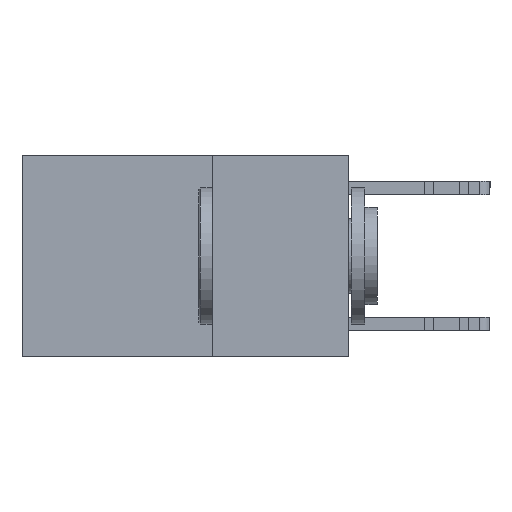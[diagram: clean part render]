
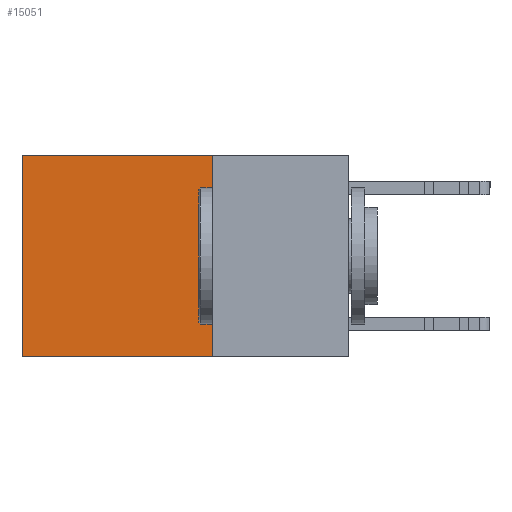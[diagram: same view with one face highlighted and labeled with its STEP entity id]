
A CAD part, left-side view. The second image highlights one B-rep face of the part: STEP entity #15051.
In plain terms, the highlighted planar face has unit normal (-1, 0, 0).
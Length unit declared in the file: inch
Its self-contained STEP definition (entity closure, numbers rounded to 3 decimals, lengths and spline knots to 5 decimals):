
#45 = CARTESIAN_POINT ( 'NONE',  ( 0.2625, 0.25, -0.37 ) ) ;
#3284 = DIRECTION ( 'NONE',  ( 0., 0., -1. ) ) ;
#3670 = PLANE ( 'NONE',  #26584 ) ;
#6838 = VECTOR ( 'NONE', #15863, 39.37008 ) ;
#7729 = EDGE_CURVE ( 'NONE', #28624, #28406, #17718, .T. ) ;
#9667 = CARTESIAN_POINT ( 'NONE',  ( 0.2625, 0.6, -0.37 ) ) ;
#10243 = LINE ( 'NONE', #29150, #24965 ) ;
#11951 = ORIENTED_EDGE ( 'NONE', *, *, #23791, .T. ) ;
#13068 = CARTESIAN_POINT ( 'NONE',  ( 0.2625, 0.6, 0. ) ) ;
#13150 = FACE_OUTER_BOUND ( 'NONE', #25404, .T. ) ;
#14399 = ORIENTED_EDGE ( 'NONE', *, *, #16184, .F. ) ;
#14788 = EDGE_CURVE ( 'NONE', #28340, #28406, #26171, .T. ) ;
#15051 = ADVANCED_FACE ( 'NONE', ( #13150 ), #3670, .F. ) ;
#15486 = CARTESIAN_POINT ( 'NONE',  ( 0.2625, 0.25, 0. ) ) ;
#15863 = DIRECTION ( 'NONE',  ( 0., 0., -1. ) ) ;
#16184 = EDGE_CURVE ( 'NONE', #16684, #28340, #16474, .T. ) ;
#16474 = LINE ( 'NONE', #27787, #6838 ) ;
#16684 = VERTEX_POINT ( 'NONE', #23502 ) ;
#17383 = DIRECTION ( 'NONE',  ( 0., 1., 0. ) ) ;
#17665 = VECTOR ( 'NONE', #26015, 39.37008 ) ;
#17718 = LINE ( 'NONE', #13068, #24861 ) ;
#20281 = DIRECTION ( 'NONE',  ( 1., 0., 0. ) ) ;
#21941 = ORIENTED_EDGE ( 'NONE', *, *, #7729, .T. ) ;
#22741 = DIRECTION ( 'NONE',  ( 0., 0., -1. ) ) ;
#23071 = ORIENTED_EDGE ( 'NONE', *, *, #14788, .F. ) ;
#23238 = CARTESIAN_POINT ( 'NONE',  ( 0.2625, 0.25, -0.37 ) ) ;
#23502 = CARTESIAN_POINT ( 'NONE',  ( 0.2625, 0.25, 0. ) ) ;
#23791 = EDGE_CURVE ( 'NONE', #16684, #28624, #10243, .T. ) ;
#24849 = CARTESIAN_POINT ( 'NONE',  ( 0.2625, 0.6, 0. ) ) ;
#24861 = VECTOR ( 'NONE', #3284, 39.37008 ) ;
#24965 = VECTOR ( 'NONE', #17383, 39.37008 ) ;
#25404 = EDGE_LOOP ( 'NONE', ( #21941, #23071, #14399, #11951 ) ) ;
#26015 = DIRECTION ( 'NONE',  ( 0., 1., 0. ) ) ;
#26171 = LINE ( 'NONE', #23238, #17665 ) ;
#26584 = AXIS2_PLACEMENT_3D ( 'NONE', #15486, #20281, #22741 ) ;
#27787 = CARTESIAN_POINT ( 'NONE',  ( 0.2625, 0.25, 0. ) ) ;
#28340 = VERTEX_POINT ( 'NONE', #45 ) ;
#28406 = VERTEX_POINT ( 'NONE', #9667 ) ;
#28624 = VERTEX_POINT ( 'NONE', #24849 ) ;
#29150 = CARTESIAN_POINT ( 'NONE',  ( 0.2625, 0.25, 0. ) ) ;
